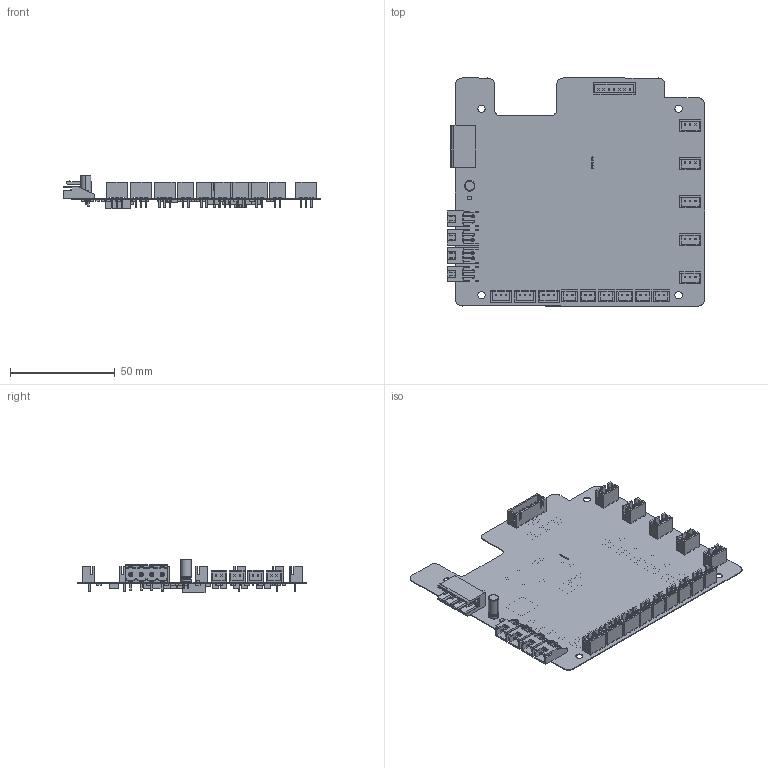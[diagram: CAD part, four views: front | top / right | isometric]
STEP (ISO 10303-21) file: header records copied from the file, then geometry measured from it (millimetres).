
FILE_DESCRIPTION(('Open CASCADE Model'),'2;1');
FILE_NAME('Open CASCADE Shape Model','2014-01-14T12:01:05',('Author'),( 'Open CASCADE'),'Open CASCADE STEP processor 6.2','Open CASCADE 6.2' ,'Unknown');
FILE_SCHEMA(('AUTOMOTIVE_DESIGN { 1 0 10303 214 1 1 1 1 }'));
Length unit declared in the file: millimetre
Products named in the file (145): PCB; Board; DEPTH; CWF-2; CWF-2(R); YAW; AUX; CHU-3; C1; 426991600; Extruded; C2; 426991728; C3; C4; C5; C6; C7; C8; C9; C10; C11; Capacitor_K50-35_10uF_63V; C12; C13; 426991856; C14; C15; C16; C17; C18; C19; C20; C21; C22; C23; C24; C25; C26; C27 ...
Assembly tree (245 placements, depth 4):
  PCB
    Board
    DEPTH
      CWF-2
    DEPTH
      CWF-2(R)
    YAW
      CWF-2
    YAW
      CWF-2(R)
    AUX
      CWF-2(R)
    AUX
      CHU-3
    AUX
      CWF-2
    AUX
      CHU-3
    C1
      426991600
        Extruded
    C2
      426991728
        Extruded
    C3
      426991728
        Extruded
    C4
      426991600
        Extruded
    C5
      426991600
        Extruded
    C6
      426991728
        Extruded
    C7
      426991728
        Extruded
    C8
      426991600
        Extruded
    C9
      426991728
        Extruded
    C10
      426991600
        Extruded
    C11
      Capacitor_K50-35_10uF_63V
    C12
      426991600
        Extruded
    C13
      426991856
        Extruded
    C14
      426991600
        Extruded
    C15
Bounding box: 122.75 x 108.77 x 15.89 mm (x, y, z)
Volume: 11918.5 mm3; surface area: 39745.7 mm2
Topology: 118 solids, 119 shells, 2550 faces, 6128 edges, 3926 vertices
Faces by surface type: plane 2416, cylinder 106, cone 16, torus 12
Full cylindrical faces by diameter (mm): 0.65 x5, 0.75 x2, 1.4 x51, 1.85 x4, 3.5 x4
Entity records: 59611 total; most frequent: CARTESIAN_POINT 12920, DIRECTION 8394, LINE 5668, VECTOR 5668, ORIENTED_EDGE 4312, PCURVE 4308, DEFINITIONAL_REPRESENTATION 4308, EDGE_CURVE 2154
